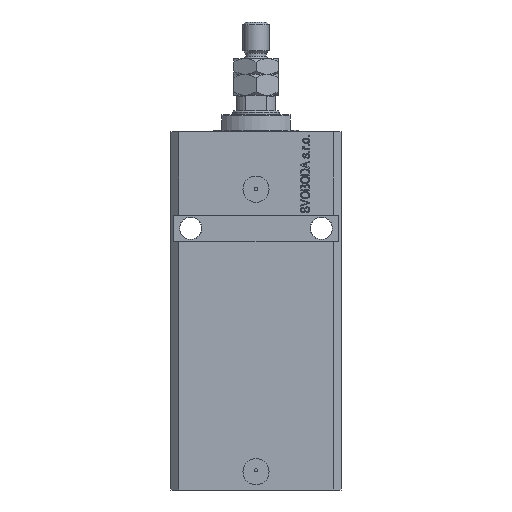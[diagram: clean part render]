
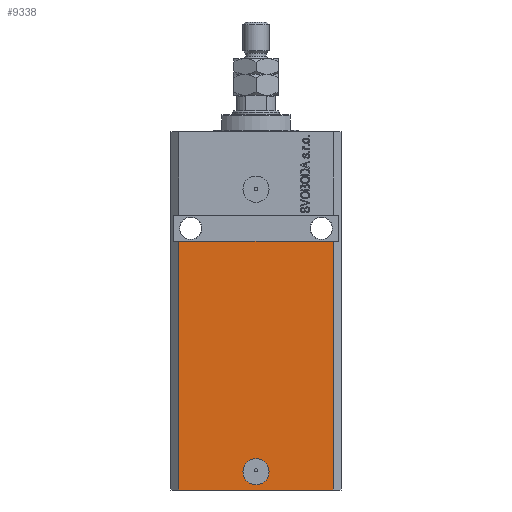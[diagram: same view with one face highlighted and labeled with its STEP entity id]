
A CAD part, front view. The second image highlights one B-rep face of the part: STEP entity #9338.
In plain terms, the highlighted planar face has unit normal (0, -1, 0).
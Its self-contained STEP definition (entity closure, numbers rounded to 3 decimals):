
#1596 = DIRECTION ( 'NONE',  ( 0., -1., 0. ) ) ;
#1760 = DIRECTION ( 'NONE',  ( 0., -1., 0. ) ) ;
#2778 = DIRECTION ( 'NONE',  ( 1., 0., 0. ) ) ;
#3348 = LINE ( 'NONE', #14797, #9785 ) ;
#4007 = VERTEX_POINT ( 'NONE', #30846 ) ;
#4278 = EDGE_CURVE ( 'NONE', #7577, #8794, #35269, .T. ) ;
#5128 = EDGE_CURVE ( 'NONE', #26715, #48922, #26722, .T. ) ;
#5464 = EDGE_CURVE ( 'NONE', #24338, #8794, #29825, .T. ) ;
#6068 = VECTOR ( 'NONE', #29087, 1000. ) ;
#6813 = VECTOR ( 'NONE', #19314, 1000. ) ;
#7577 = VERTEX_POINT ( 'NONE', #24556 ) ;
#8794 = VERTEX_POINT ( 'NONE', #26915 ) ;
#8857 = PLANE ( 'NONE',  #42821 ) ;
#9181 = DIRECTION ( 'NONE',  ( 1., 0., 0. ) ) ;
#9338 = ADVANCED_FACE ( 'NONE', ( #25434, #20550 ), #8857, .T. ) ;
#9580 = ORIENTED_EDGE ( 'NONE', *, *, #17153, .F. ) ;
#9785 = VECTOR ( 'NONE', #22766, 1000. ) ;
#10008 = AXIS2_PLACEMENT_3D ( 'NONE', #39874, #1760, #39143 ) ;
#12083 = ORIENTED_EDGE ( 'NONE', *, *, #40938, .F. ) ;
#14112 = CARTESIAN_POINT ( 'NONE',  ( -32.5, -22.5, -42. ) ) ;
#14797 = CARTESIAN_POINT ( 'NONE',  ( -29.5, -22.5, -137. ) ) ;
#16526 = DIRECTION ( 'NONE',  ( 1., 0., 0. ) ) ;
#16579 = EDGE_CURVE ( 'NONE', #4007, #7577, #28113, .T. ) ;
#16685 = CARTESIAN_POINT ( 'NONE',  ( 5., -22.5, -130. ) ) ;
#17153 = EDGE_CURVE ( 'NONE', #48922, #26715, #21478, .T. ) ;
#18340 = EDGE_LOOP ( 'NONE', ( #45473, #9580 ) ) ;
#19314 = DIRECTION ( 'NONE',  ( 0., 0., 1. ) ) ;
#19558 = CARTESIAN_POINT ( 'NONE',  ( 29.5, -22.5, -137. ) ) ;
#19767 = CARTESIAN_POINT ( 'NONE',  ( 0., -22.5, -130. ) ) ;
#20550 = FACE_OUTER_BOUND ( 'NONE', #47876, .T. ) ;
#21478 = CIRCLE ( 'NONE', #33399, 5. ) ;
#21883 = ORIENTED_EDGE ( 'NONE', *, *, #16579, .T. ) ;
#22766 = DIRECTION ( 'NONE',  ( 0., 0., 1. ) ) ;
#22787 = CARTESIAN_POINT ( 'NONE',  ( -29.5, -22.5, -42. ) ) ;
#23846 = ORIENTED_EDGE ( 'NONE', *, *, #5464, .F. ) ;
#24338 = VERTEX_POINT ( 'NONE', #22787 ) ;
#24556 = CARTESIAN_POINT ( 'NONE',  ( 29.5, -22.5, -137. ) ) ;
#25156 = CARTESIAN_POINT ( 'NONE',  ( -5., -22.5, -130. ) ) ;
#25434 = FACE_BOUND ( 'NONE', #18340, .T. ) ;
#26715 = VERTEX_POINT ( 'NONE', #16685 ) ;
#26722 = CIRCLE ( 'NONE', #10008, 5. ) ;
#26915 = CARTESIAN_POINT ( 'NONE',  ( 29.5, -22.5, -42. ) ) ;
#28113 = LINE ( 'NONE', #43319, #41340 ) ;
#29087 = DIRECTION ( 'NONE',  ( 1., 0., 0. ) ) ;
#29825 = LINE ( 'NONE', #14112, #6068 ) ;
#30846 = CARTESIAN_POINT ( 'NONE',  ( -29.5, -22.5, -137. ) ) ;
#33399 = AXIS2_PLACEMENT_3D ( 'NONE', #19767, #1596, #16526 ) ;
#35269 = LINE ( 'NONE', #19558, #6813 ) ;
#36910 = DIRECTION ( 'NONE',  ( 0., -1., 0. ) ) ;
#39143 = DIRECTION ( 'NONE',  ( 1., 0., 0. ) ) ;
#39874 = CARTESIAN_POINT ( 'NONE',  ( 0., -22.5, -130. ) ) ;
#40054 = ORIENTED_EDGE ( 'NONE', *, *, #4278, .T. ) ;
#40655 = CARTESIAN_POINT ( 'NONE',  ( -29.5, -22.5, -137. ) ) ;
#40938 = EDGE_CURVE ( 'NONE', #4007, #24338, #3348, .T. ) ;
#41340 = VECTOR ( 'NONE', #9181, 1000. ) ;
#42821 = AXIS2_PLACEMENT_3D ( 'NONE', #40655, #36910, #2778 ) ;
#43319 = CARTESIAN_POINT ( 'NONE',  ( -29.5, -22.5, -137. ) ) ;
#45473 = ORIENTED_EDGE ( 'NONE', *, *, #5128, .F. ) ;
#47876 = EDGE_LOOP ( 'NONE', ( #23846, #12083, #21883, #40054 ) ) ;
#48922 = VERTEX_POINT ( 'NONE', #25156 ) ;
